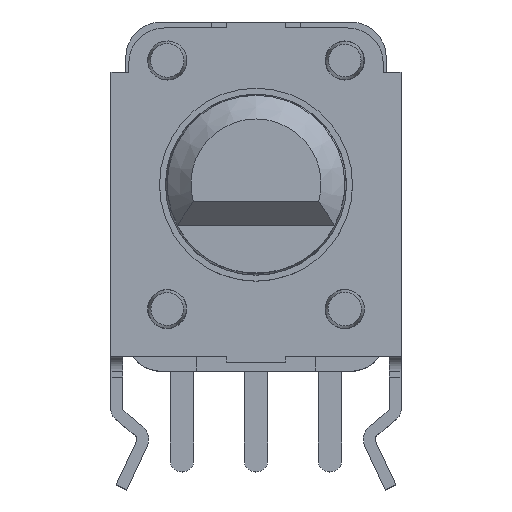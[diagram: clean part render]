
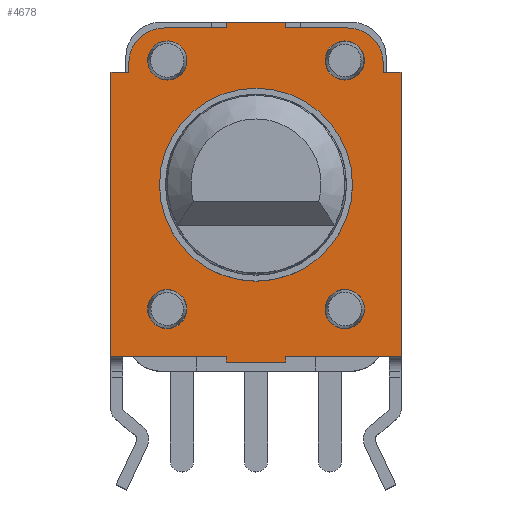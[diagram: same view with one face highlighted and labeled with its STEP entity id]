
A CAD part, top view. The second image highlights one B-rep face of the part: STEP entity #4678.
In plain terms, the highlighted planar face has unit normal (0, 0, 1).
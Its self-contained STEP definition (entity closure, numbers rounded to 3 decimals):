
#939=CARTESIAN_POINT('',(-3.483,3.751,0.4));
#940=VERTEX_POINT('',#939);
#949=CARTESIAN_POINT('',(-2.418,4.512,0.4));
#950=VERTEX_POINT('',#949);
#951=CARTESIAN_POINT('',(-3.,4.2,0.4));
#952=DIRECTION('',(0.0,0.0,-1.0));
#953=DIRECTION('',(-1.0,0.0,0.0));
#954=AXIS2_PLACEMENT_3D('',#951,#952,#953);
#955=CIRCLE('',#954,0.66);
#956=EDGE_CURVE('',#950,#940,#955,.T.);
#1885=CARTESIAN_POINT('',(2.418,-4.512,0.4));
#1886=VERTEX_POINT('',#1885);
#1895=CARTESIAN_POINT('',(3.483,-3.751,0.4));
#1896=VERTEX_POINT('',#1895);
#1903=CARTESIAN_POINT('',(3.,-4.2,0.4));
#1904=DIRECTION('',(0.0,0.0,-1.0));
#1905=DIRECTION('',(-1.0,0.0,0.0));
#1906=AXIS2_PLACEMENT_3D('',#1903,#1904,#1905);
#1907=CIRCLE('',#1906,0.66);
#1908=EDGE_CURVE('',#1886,#1896,#1907,.T.);
#4455=CARTESIAN_POINT('',(3.66,-4.2,0.4));
#4456=VERTEX_POINT('',#4455);
#4457=CARTESIAN_POINT('',(3.,-4.2,0.4));
#4458=DIRECTION('',(0.0,0.0,-1.0));
#4459=DIRECTION('',(-1.0,0.0,0.0));
#4460=AXIS2_PLACEMENT_3D('',#4457,#4458,#4459);
#4461=CIRCLE('',#4460,0.66);
#4462=EDGE_CURVE('',#4456,#1886,#4461,.T.);
#4464=CARTESIAN_POINT('',(3.,-4.2,0.4));
#4465=DIRECTION('',(0.0,0.0,-1.0));
#4466=DIRECTION('',(-1.0,0.0,0.0));
#4467=AXIS2_PLACEMENT_3D('',#4464,#4465,#4466);
#4468=CIRCLE('',#4467,0.66);
#4469=EDGE_CURVE('',#1896,#4456,#4468,.T.);
#4477=CARTESIAN_POINT('',(0.,-0.415,0.4));
#4478=DIRECTION('',(0.0,0.0,1.0));
#4479=DIRECTION('',(1.0,0.0,0.0));
#4480=AXIS2_PLACEMENT_3D('',#4477,#4478,#4479);
#4481=PLANE('',#4480);
#4482=CARTESIAN_POINT('',(-4.9,3.8,0.4));
#4483=VERTEX_POINT('',#4482);
#4484=CARTESIAN_POINT('',(-4.3,3.8,0.4));
#4485=VERTEX_POINT('',#4484);
#4486=CARTESIAN_POINT('',(-4.9,3.8,0.4));
#4487=DIRECTION('',(1.0,0.0,0.0));
#4488=VECTOR('',#4487,0.6);
#4489=LINE('',#4486,#4488);
#4490=EDGE_CURVE('',#4483,#4485,#4489,.T.);
#4491=ORIENTED_EDGE('',*,*,#4490,.F.);
#4492=CARTESIAN_POINT('',(-4.9,-5.8,0.4));
#4493=VERTEX_POINT('',#4492);
#4494=CARTESIAN_POINT('',(-4.9,3.8,0.4));
#4495=DIRECTION('',(0.0,-1.0,0.0));
#4496=VECTOR('',#4495,9.6);
#4497=LINE('',#4494,#4496);
#4498=EDGE_CURVE('',#4483,#4493,#4497,.T.);
#4499=ORIENTED_EDGE('',*,*,#4498,.T.);
#4500=CARTESIAN_POINT('',(-1.,-5.8,0.4));
#4501=VERTEX_POINT('',#4500);
#4502=CARTESIAN_POINT('',(-1.,-5.8,0.4));
#4503=DIRECTION('',(-1.0,0.0,0.0));
#4504=VECTOR('',#4503,3.9);
#4505=LINE('',#4502,#4504);
#4506=EDGE_CURVE('',#4501,#4493,#4505,.T.);
#4507=ORIENTED_EDGE('',*,*,#4506,.F.);
#4508=CARTESIAN_POINT('',(-1.,-6.,0.4));
#4509=VERTEX_POINT('',#4508);
#4510=CARTESIAN_POINT('',(-1.,-6.,0.4));
#4511=DIRECTION('',(0.0,1.0,0.0));
#4512=VECTOR('',#4511,0.2);
#4513=LINE('',#4510,#4512);
#4514=EDGE_CURVE('',#4509,#4501,#4513,.T.);
#4515=ORIENTED_EDGE('',*,*,#4514,.F.);
#4516=CARTESIAN_POINT('',(1.,-6.,0.4));
#4517=VERTEX_POINT('',#4516);
#4518=CARTESIAN_POINT('',(1.,-6.,0.4));
#4519=DIRECTION('',(-1.0,0.0,0.0));
#4520=VECTOR('',#4519,2.);
#4521=LINE('',#4518,#4520);
#4522=EDGE_CURVE('',#4517,#4509,#4521,.T.);
#4523=ORIENTED_EDGE('',*,*,#4522,.F.);
#4524=CARTESIAN_POINT('',(1.,-5.8,0.4));
#4525=VERTEX_POINT('',#4524);
#4526=CARTESIAN_POINT('',(1.,-5.8,0.4));
#4527=DIRECTION('',(0.0,-1.0,0.0));
#4528=VECTOR('',#4527,0.2);
#4529=LINE('',#4526,#4528);
#4530=EDGE_CURVE('',#4525,#4517,#4529,.T.);
#4531=ORIENTED_EDGE('',*,*,#4530,.F.);
#4532=CARTESIAN_POINT('',(4.9,-5.8,0.4));
#4533=VERTEX_POINT('',#4532);
#4534=CARTESIAN_POINT('',(4.9,-5.8,0.4));
#4535=DIRECTION('',(-1.0,0.0,0.0));
#4536=VECTOR('',#4535,3.9);
#4537=LINE('',#4534,#4536);
#4538=EDGE_CURVE('',#4533,#4525,#4537,.T.);
#4539=ORIENTED_EDGE('',*,*,#4538,.F.);
#4540=CARTESIAN_POINT('',(4.9,3.8,0.4));
#4541=VERTEX_POINT('',#4540);
#4542=CARTESIAN_POINT('',(4.9,3.8,0.4));
#4543=DIRECTION('',(0.0,-1.0,0.0));
#4544=VECTOR('',#4543,9.6);
#4545=LINE('',#4542,#4544);
#4546=EDGE_CURVE('',#4541,#4533,#4545,.T.);
#4547=ORIENTED_EDGE('',*,*,#4546,.F.);
#4548=CARTESIAN_POINT('',(4.3,3.8,0.4));
#4549=VERTEX_POINT('',#4548);
#4550=CARTESIAN_POINT('',(4.3,3.8,0.4));
#4551=DIRECTION('',(1.0,0.0,0.0));
#4552=VECTOR('',#4551,0.6);
#4553=LINE('',#4550,#4552);
#4554=EDGE_CURVE('',#4549,#4541,#4553,.T.);
#4555=ORIENTED_EDGE('',*,*,#4554,.F.);
#4556=CARTESIAN_POINT('',(4.3,4.1,0.4));
#4557=VERTEX_POINT('',#4556);
#4558=CARTESIAN_POINT('',(4.3,4.1,0.4));
#4559=DIRECTION('',(0.0,-1.0,0.0));
#4560=VECTOR('',#4559,0.3);
#4561=LINE('',#4558,#4560);
#4562=EDGE_CURVE('',#4557,#4549,#4561,.T.);
#4563=ORIENTED_EDGE('',*,*,#4562,.F.);
#4564=CARTESIAN_POINT('',(3.1,5.3,0.4));
#4565=VERTEX_POINT('',#4564);
#4566=CARTESIAN_POINT('',(3.1,4.1,0.4));
#4567=DIRECTION('',(0.0,0.0,-1.0));
#4568=DIRECTION('',(-1.0,0.0,0.0));
#4569=AXIS2_PLACEMENT_3D('',#4566,#4567,#4568);
#4570=CIRCLE('',#4569,1.2);
#4571=EDGE_CURVE('',#4565,#4557,#4570,.T.);
#4572=ORIENTED_EDGE('',*,*,#4571,.F.);
#4573=CARTESIAN_POINT('',(1.,5.3,0.4));
#4574=VERTEX_POINT('',#4573);
#4575=CARTESIAN_POINT('',(1.,5.3,0.4));
#4576=DIRECTION('',(1.0,0.0,0.0));
#4577=VECTOR('',#4576,2.1);
#4578=LINE('',#4575,#4577);
#4579=EDGE_CURVE('',#4574,#4565,#4578,.T.);
#4580=ORIENTED_EDGE('',*,*,#4579,.F.);
#4581=CARTESIAN_POINT('',(1.,5.5,0.4));
#4582=VERTEX_POINT('',#4581);
#4583=CARTESIAN_POINT('',(1.,5.5,0.4));
#4584=DIRECTION('',(0.0,-1.0,0.0));
#4585=VECTOR('',#4584,0.2);
#4586=LINE('',#4583,#4585);
#4587=EDGE_CURVE('',#4582,#4574,#4586,.T.);
#4588=ORIENTED_EDGE('',*,*,#4587,.F.);
#4589=CARTESIAN_POINT('',(-1.,5.5,0.4));
#4590=VERTEX_POINT('',#4589);
#4591=CARTESIAN_POINT('',(-1.,5.5,0.4));
#4592=DIRECTION('',(1.0,0.0,0.0));
#4593=VECTOR('',#4592,2.);
#4594=LINE('',#4591,#4593);
#4595=EDGE_CURVE('',#4590,#4582,#4594,.T.);
#4596=ORIENTED_EDGE('',*,*,#4595,.F.);
#4597=CARTESIAN_POINT('',(-1.,5.3,0.4));
#4598=VERTEX_POINT('',#4597);
#4599=CARTESIAN_POINT('',(-1.,5.3,0.4));
#4600=DIRECTION('',(0.0,1.0,0.0));
#4601=VECTOR('',#4600,0.2);
#4602=LINE('',#4599,#4601);
#4603=EDGE_CURVE('',#4598,#4590,#4602,.T.);
#4604=ORIENTED_EDGE('',*,*,#4603,.F.);
#4605=CARTESIAN_POINT('',(-3.1,5.3,0.4));
#4606=VERTEX_POINT('',#4605);
#4607=CARTESIAN_POINT('',(-3.1,5.3,0.4));
#4608=DIRECTION('',(1.0,0.0,0.0));
#4609=VECTOR('',#4608,2.1);
#4610=LINE('',#4607,#4609);
#4611=EDGE_CURVE('',#4606,#4598,#4610,.T.);
#4612=ORIENTED_EDGE('',*,*,#4611,.F.);
#4613=CARTESIAN_POINT('',(-4.3,4.1,0.4));
#4614=VERTEX_POINT('',#4613);
#4615=CARTESIAN_POINT('',(-3.1,4.1,0.4));
#4616=DIRECTION('',(0.0,0.0,-1.0));
#4617=DIRECTION('',(0.0,-1.0,0.0));
#4618=AXIS2_PLACEMENT_3D('',#4615,#4616,#4617);
#4619=CIRCLE('',#4618,1.2);
#4620=EDGE_CURVE('',#4614,#4606,#4619,.T.);
#4621=ORIENTED_EDGE('',*,*,#4620,.F.);
#4622=CARTESIAN_POINT('',(-4.3,3.8,0.4));
#4623=DIRECTION('',(0.0,1.0,0.0));
#4624=VECTOR('',#4623,0.3);
#4625=LINE('',#4622,#4624);
#4626=EDGE_CURVE('',#4485,#4614,#4625,.T.);
#4627=ORIENTED_EDGE('',*,*,#4626,.F.);
#4628=EDGE_LOOP('',(#4491,#4499,#4507,#4515,#4523,#4531,#4539,#4547,#4555,#4563,#4572,#4580,#4588,#4596,#4604,#4612,#4621,#4627));
#4629=FACE_OUTER_BOUND('',#4628,.T.);
#4630=CARTESIAN_POINT('',(-2.34,-4.2,0.4));
#4631=VERTEX_POINT('',#4630);
#4632=CARTESIAN_POINT('',(-3.,-4.2,0.4));
#4633=DIRECTION('',(0.0,0.0,-1.0));
#4634=DIRECTION('',(-1.0,0.0,0.0));
#4635=AXIS2_PLACEMENT_3D('',#4632,#4633,#4634);
#4636=CIRCLE('',#4635,0.66);
#4637=EDGE_CURVE('',#4631,#4631,#4636,.T.);
#4638=ORIENTED_EDGE('',*,*,#4637,.T.);
#4639=EDGE_LOOP('',(#4638));
#4640=FACE_BOUND('',#4639,.T.);
#4641=ORIENTED_EDGE('',*,*,#1908,.T.);
#4642=ORIENTED_EDGE('',*,*,#4469,.T.);
#4643=ORIENTED_EDGE('',*,*,#4462,.T.);
#4644=EDGE_LOOP('',(#4641,#4642,#4643));
#4645=FACE_BOUND('',#4644,.T.);
#4646=CARTESIAN_POINT('',(3.66,4.2,0.4));
#4647=VERTEX_POINT('',#4646);
#4648=CARTESIAN_POINT('',(3.,4.2,0.4));
#4649=DIRECTION('',(0.0,0.0,-1.0));
#4650=DIRECTION('',(-1.0,0.0,0.0));
#4651=AXIS2_PLACEMENT_3D('',#4648,#4649,#4650);
#4652=CIRCLE('',#4651,0.66);
#4653=EDGE_CURVE('',#4647,#4647,#4652,.T.);
#4654=ORIENTED_EDGE('',*,*,#4653,.T.);
#4655=EDGE_LOOP('',(#4654));
#4656=FACE_BOUND('',#4655,.T.);
#4657=CARTESIAN_POINT('',(3.26,0.,0.4));
#4658=VERTEX_POINT('',#4657);
#4659=CARTESIAN_POINT('',(0.0,0.0,0.4));
#4660=DIRECTION('',(0.0,0.0,-1.0));
#4661=DIRECTION('',(-1.0,0.0,0.0));
#4662=AXIS2_PLACEMENT_3D('',#4659,#4660,#4661);
#4663=CIRCLE('',#4662,3.26);
#4664=EDGE_CURVE('',#4658,#4658,#4663,.T.);
#4665=ORIENTED_EDGE('',*,*,#4664,.T.);
#4666=EDGE_LOOP('',(#4665));
#4667=FACE_BOUND('',#4666,.T.);
#4668=ORIENTED_EDGE('',*,*,#956,.T.);
#4669=CARTESIAN_POINT('',(-3.,4.2,0.4));
#4670=DIRECTION('',(0.0,0.0,-1.0));
#4671=DIRECTION('',(-1.0,0.0,0.0));
#4672=AXIS2_PLACEMENT_3D('',#4669,#4670,#4671);
#4673=CIRCLE('',#4672,0.66);
#4674=EDGE_CURVE('',#940,#950,#4673,.T.);
#4675=ORIENTED_EDGE('',*,*,#4674,.T.);
#4676=EDGE_LOOP('',(#4668,#4675));
#4677=FACE_BOUND('',#4676,.T.);
#4678=ADVANCED_FACE('',(#4629,#4640,#4645,#4656,#4667,#4677),#4481,.T.);
